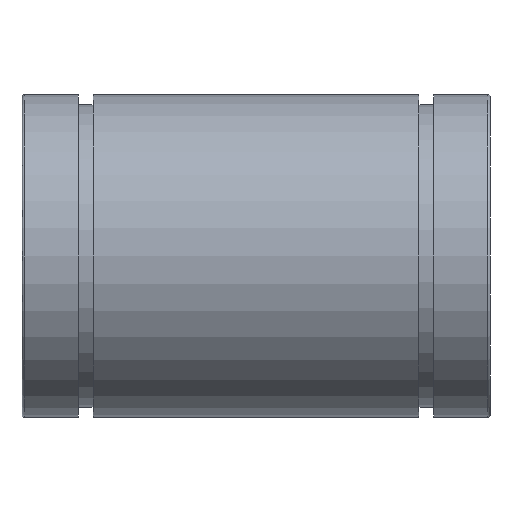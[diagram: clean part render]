
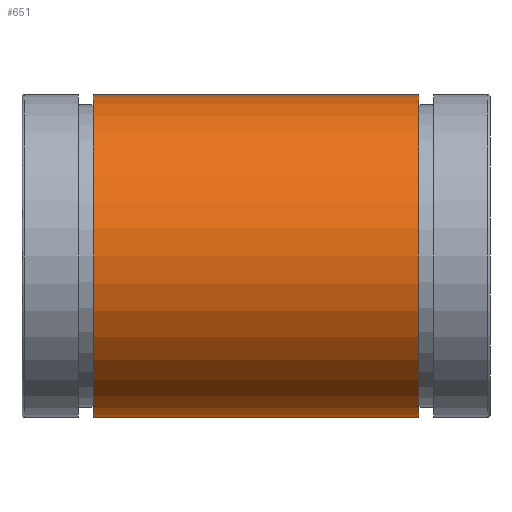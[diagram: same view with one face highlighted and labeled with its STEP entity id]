
A CAD part, front view. The second image highlights one B-rep face of the part: STEP entity #651.
In plain terms, the highlighted cylindrical face has radius 20 mm (diameter 40 mm), a partial arc.
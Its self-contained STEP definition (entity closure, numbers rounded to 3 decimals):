
#26 = VERTEX_POINT ( 'NONE', #98 ) ;
#29 = VERTEX_POINT ( 'NONE', #78 ) ;
#53 = VERTEX_POINT ( 'NONE', #96 ) ;
#69 = CARTESIAN_POINT ( 'NONE',  ( 20.2, 0., 20. ) ) ;
#78 = CARTESIAN_POINT ( 'NONE',  ( 20.2, 0., -20. ) ) ;
#81 = VERTEX_POINT ( 'NONE', #69 ) ;
#96 = CARTESIAN_POINT ( 'NONE',  ( -20.2, 0., 20. ) ) ;
#98 = CARTESIAN_POINT ( 'NONE',  ( -20.2, 0., -20. ) ) ;
#143 = EDGE_CURVE ( 'NONE', #29, #26, #387, .T. ) ;
#148 = EDGE_CURVE ( 'NONE', #81, #53, #322, .T. ) ;
#158 = EDGE_CURVE ( 'NONE', #26, #53, #262, .T. ) ;
#161 = EDGE_CURVE ( 'NONE', #29, #81, #263, .T. ) ;
#185 = AXIS2_PLACEMENT_3D ( 'NONE', #626, #611, #610 ) ;
#193 = AXIS2_PLACEMENT_3D ( 'NONE', #609, #600, #598 ) ;
#201 = AXIS2_PLACEMENT_3D ( 'NONE', #577, #571, #584 ) ;
#262 = CIRCLE ( 'NONE', #185, 20. ) ;
#263 = CIRCLE ( 'NONE', #193, 20. ) ;
#269 = CYLINDRICAL_SURFACE ( 'NONE', #201, 20. ) ;
#278 = FACE_OUTER_BOUND ( 'NONE', #428, .T. ) ;
#290 = VECTOR ( 'NONE', #536, 1000. ) ;
#322 = LINE ( 'NONE', #540, #290 ) ;
#323 = VECTOR ( 'NONE', #636, 1000. ) ;
#387 = LINE ( 'NONE', #599, #323 ) ;
#408 = ORIENTED_EDGE ( 'NONE', *, *, #143, .F. ) ;
#428 = EDGE_LOOP ( 'NONE', ( #408, #453, #487, #435 ) ) ;
#435 = ORIENTED_EDGE ( 'NONE', *, *, #158, .F. ) ;
#453 = ORIENTED_EDGE ( 'NONE', *, *, #161, .T. ) ;
#487 = ORIENTED_EDGE ( 'NONE', *, *, #148, .T. ) ;
#536 = DIRECTION ( 'NONE',  ( -1., 0., 0. ) ) ;
#540 = CARTESIAN_POINT ( 'NONE',  ( -70.834, 0., 20. ) ) ;
#571 = DIRECTION ( 'NONE',  ( -1., 0., 0. ) ) ;
#577 = CARTESIAN_POINT ( 'NONE',  ( -70.834, 0., 0. ) ) ;
#584 = DIRECTION ( 'NONE',  ( 0., 0., 1. ) ) ;
#598 = DIRECTION ( 'NONE',  ( 0., 0., 1. ) ) ;
#599 = CARTESIAN_POINT ( 'NONE',  ( -70.834, 0., -20. ) ) ;
#600 = DIRECTION ( 'NONE',  ( -1., 0., 0. ) ) ;
#609 = CARTESIAN_POINT ( 'NONE',  ( 20.2, 0., 0. ) ) ;
#610 = DIRECTION ( 'NONE',  ( 0., 0., 1. ) ) ;
#611 = DIRECTION ( 'NONE',  ( -1., 0., 0. ) ) ;
#626 = CARTESIAN_POINT ( 'NONE',  ( -20.2, 0., 0. ) ) ;
#636 = DIRECTION ( 'NONE',  ( -1., 0., 0. ) ) ;
#651 = ADVANCED_FACE ( 'NONE', ( #278 ), #269, .T. ) ;
